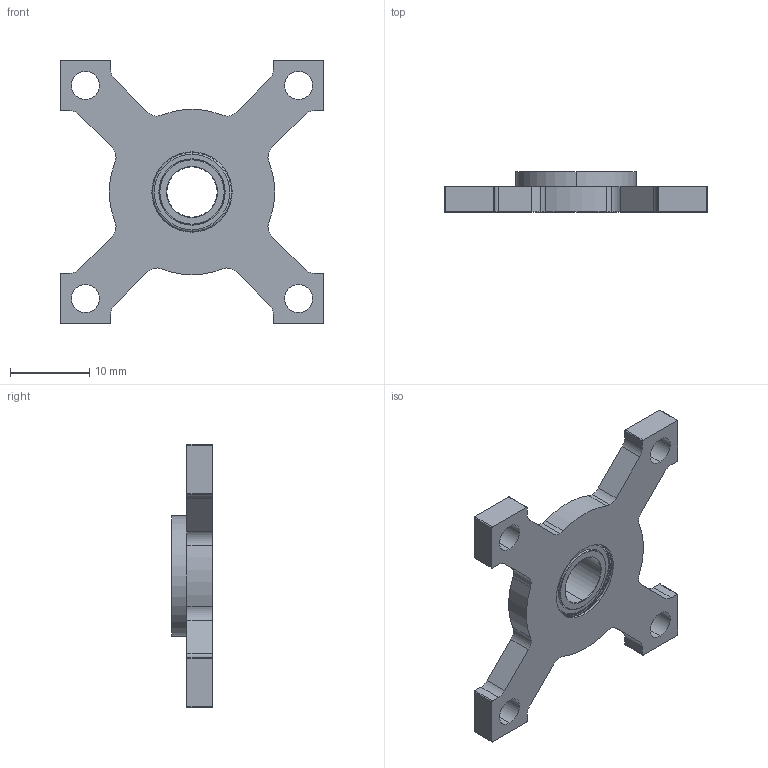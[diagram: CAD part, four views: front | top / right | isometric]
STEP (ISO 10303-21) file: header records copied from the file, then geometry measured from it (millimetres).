
FILE_DESCRIPTION (( 'STEP AP203' ), '1' );
FILE_NAME ('535110 assembly.STEP', '2016-12-20T21:54:03', ( '' ), ( '' ), 'SwSTEP 2.0', 'SolidWorks 2016', '' );
FILE_SCHEMA (( 'CONFIG_CONTROL_DESIGN' ));
Length unit declared in the file: inch
Products named in the file (3): 535020; 535110; 535110 assembly
Assembly tree (2 placements, depth 2):
  535110 assembly
    535110
    535020
Bounding box: 33.27 x 5.08 x 33.27 mm (x, y, z)
Volume: 2093.3 mm3; surface area: 2640 mm2
Topology: 4 solids, 4 shells, 153 faces, 367 edges, 234 vertices
Faces by surface type: cylinder 69, plane 44, cone 20, torus 20
Entity records: 4842 total; most frequent: DIRECTION 889, CARTESIAN_POINT 759, ORIENTED_EDGE 734, EDGE_CURVE 367, AXIS2_PLACEMENT_3D 364, VERTEX_POINT 234, CIRCLE 206, EDGE_LOOP 177
